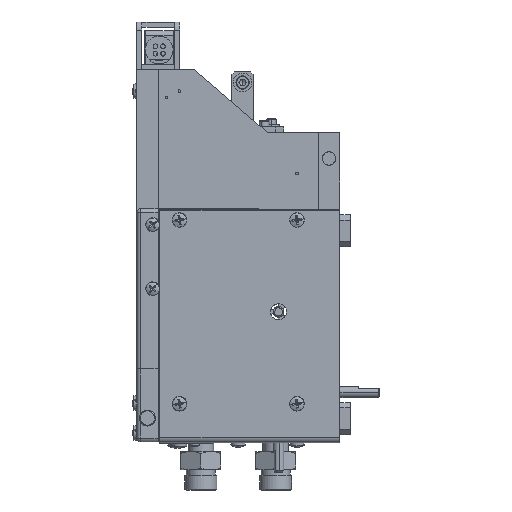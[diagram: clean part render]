
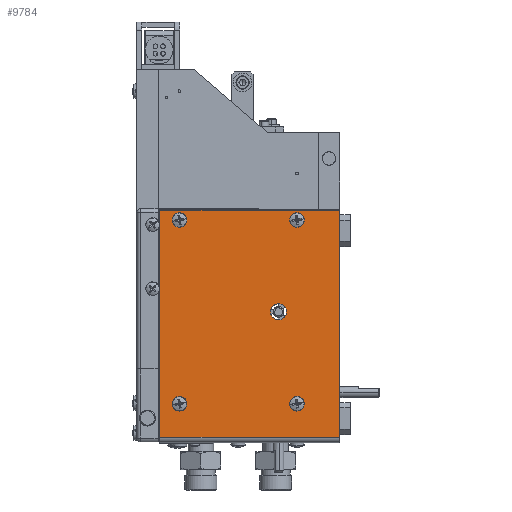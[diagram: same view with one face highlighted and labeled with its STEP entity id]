
A CAD part, left-side view. The second image highlights one B-rep face of the part: STEP entity #9784.
In plain terms, the highlighted planar face has unit normal (-1, 0, 0).
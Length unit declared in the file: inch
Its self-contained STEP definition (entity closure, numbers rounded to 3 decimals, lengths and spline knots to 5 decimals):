
#134 = ORIENTED_EDGE ( 'NONE', *, *, #81471, .T. ) ;
#270 = DIRECTION ( 'NONE',  ( 0., 0., -1. ) ) ;
#1149 = EDGE_CURVE ( 'NONE', #29466, #2385, #97638, .T. ) ;
#2385 = VERTEX_POINT ( 'NONE', #38202 ) ;
#3516 = EDGE_CURVE ( 'NONE', #12108, #48080, #90825, .T. ) ;
#4621 = ORIENTED_EDGE ( 'NONE', *, *, #76875, .T. ) ;
#6954 = CARTESIAN_POINT ( 'NONE',  ( -15.6449, 5.9793, -5.08457 ) ) ;
#7141 = DIRECTION ( 'NONE',  ( 1., 0., 0. ) ) ;
#7730 = CARTESIAN_POINT ( 'NONE',  ( -15.6449, 5.9793, -4.98957 ) ) ;
#8044 = CARTESIAN_POINT ( 'NONE',  ( -15.6449, 6.4113, -2.83957 ) ) ;
#8442 = VERTEX_POINT ( 'NONE', #35302 ) ;
#9513 = EDGE_LOOP ( 'NONE', ( #40320, #92634 ) ) ;
#9670 = AXIS2_PLACEMENT_3D ( 'NONE', #20311, #20392, #20514 ) ;
#9701 = ORIENTED_EDGE ( 'NONE', *, *, #1149, .F. ) ;
#9784 = ADVANCED_FACE ( 'NONE', ( #70377, #69296, #77009, #55992, #78868, #81225 ), #69856, .F. ) ;
#9908 = VERTEX_POINT ( 'NONE', #11553 ) ;
#10745 = VERTEX_POINT ( 'NONE', #25351 ) ;
#11553 = CARTESIAN_POINT ( 'NONE',  ( -15.6449, 5.9793, -4.89457 ) ) ;
#12108 = VERTEX_POINT ( 'NONE', #45762 ) ;
#14616 = CIRCLE ( 'NONE', #16081, 0.095 ) ;
#15559 = CARTESIAN_POINT ( 'NONE',  ( -15.6449, 5.9793, -0.68957 ) ) ;
#15643 = DIRECTION ( 'NONE',  ( 1., 0., 0. ) ) ;
#15761 = DIRECTION ( 'NONE',  ( 0., 0., -1. ) ) ;
#16081 = AXIS2_PLACEMENT_3D ( 'NONE', #61706, #68856, #68043 ) ;
#16615 = CARTESIAN_POINT ( 'NONE',  ( -15.6449, 9.1873, -5.83957 ) ) ;
#17156 = CARTESIAN_POINT ( 'NONE',  ( -15.6449, 8.7293, -0.78457 ) ) ;
#18728 = EDGE_LOOP ( 'NONE', ( #94145, #61410 ) ) ;
#19289 = EDGE_LOOP ( 'NONE', ( #26503, #37983 ) ) ;
#20278 = AXIS2_PLACEMENT_3D ( 'NONE', #8044, #53675, #270 ) ;
#20311 = CARTESIAN_POINT ( 'NONE',  ( -15.6449, 8.7293, -0.68957 ) ) ;
#20392 = DIRECTION ( 'NONE',  ( 1., 0., 0. ) ) ;
#20514 = DIRECTION ( 'NONE',  ( 0., 0., -1. ) ) ;
#25351 = CARTESIAN_POINT ( 'NONE',  ( -15.6449, 6.4113, -3.02707 ) ) ;
#25706 = DIRECTION ( 'NONE',  ( 1., 0., 0. ) ) ;
#25818 = CARTESIAN_POINT ( 'NONE',  ( -15.6449, 6.4113, -2.83957 ) ) ;
#25837 = DIRECTION ( 'NONE',  ( 0., 0., -1. ) ) ;
#26503 = ORIENTED_EDGE ( 'NONE', *, *, #77715, .T. ) ;
#28023 = AXIS2_PLACEMENT_3D ( 'NONE', #25818, #25706, #25837 ) ;
#29080 = CIRCLE ( 'NONE', #69392, 0.095 ) ;
#29466 = VERTEX_POINT ( 'NONE', #86241 ) ;
#29648 = VECTOR ( 'NONE', #73893, 39.37008 ) ;
#29891 = VECTOR ( 'NONE', #36812, 39.37008 ) ;
#32525 = CARTESIAN_POINT ( 'NONE',  ( -15.6449, 9.1873, -0.45957 ) ) ;
#34263 = VECTOR ( 'NONE', #78133, 39.37008 ) ;
#34985 = CIRCLE ( 'NONE', #28023, 0.1875 ) ;
#35302 = CARTESIAN_POINT ( 'NONE',  ( -15.6449, 5.9793, -0.78457 ) ) ;
#35756 = CARTESIAN_POINT ( 'NONE',  ( -15.6449, 5.9793, -0.59457 ) ) ;
#36379 = CARTESIAN_POINT ( 'NONE',  ( -15.6449, 4.9873, -5.83957 ) ) ;
#36812 = DIRECTION ( 'NONE',  ( 0., 0., 1. ) ) ;
#37239 = CARTESIAN_POINT ( 'NONE',  ( -15.6449, 9.1873, -5.77957 ) ) ;
#37469 = DIRECTION ( 'NONE',  ( 0., -1., 0. ) ) ;
#37983 = ORIENTED_EDGE ( 'NONE', *, *, #77458, .T. ) ;
#38202 = CARTESIAN_POINT ( 'NONE',  ( -15.6449, 4.9873, -0.45957 ) ) ;
#40320 = ORIENTED_EDGE ( 'NONE', *, *, #80041, .T. ) ;
#40564 = EDGE_CURVE ( 'NONE', #57928, #10745, #34985, .T. ) ;
#43596 = AXIS2_PLACEMENT_3D ( 'NONE', #59159, #59055, #60557 ) ;
#44908 = EDGE_LOOP ( 'NONE', ( #60039, #65676 ) ) ;
#45762 = CARTESIAN_POINT ( 'NONE',  ( -15.6449, 9.1873, -5.77957 ) ) ;
#48080 = VERTEX_POINT ( 'NONE', #64897 ) ;
#49910 = EDGE_LOOP ( 'NONE', ( #4621, #134 ) ) ;
#49940 = VERTEX_POINT ( 'NONE', #6954 ) ;
#50214 = LINE ( 'NONE', #36379, #29891 ) ;
#51055 = VERTEX_POINT ( 'NONE', #71429 ) ;
#51122 = CIRCLE ( 'NONE', #9670, 0.095 ) ;
#51593 = DIRECTION ( 'NONE',  ( 0., 0., -1. ) ) ;
#52460 = ORIENTED_EDGE ( 'NONE', *, *, #3516, .T. ) ;
#53675 = DIRECTION ( 'NONE',  ( 1., 0., 0. ) ) ;
#53787 = CARTESIAN_POINT ( 'NONE',  ( -15.6449, 8.7293, -0.68957 ) ) ;
#53884 = DIRECTION ( 'NONE',  ( 1., 0., 0. ) ) ;
#53992 = DIRECTION ( 'NONE',  ( 0., 0., -1. ) ) ;
#55992 = FACE_BOUND ( 'NONE', #44908, .T. ) ;
#57512 = EDGE_LOOP ( 'NONE', ( #86549, #9701, #79953, #52460 ) ) ;
#57928 = VERTEX_POINT ( 'NONE', #66201 ) ;
#58589 = CARTESIAN_POINT ( 'NONE',  ( -15.6449, 8.7293, -5.08457 ) ) ;
#59055 = DIRECTION ( 'NONE',  ( 1., 0., 0. ) ) ;
#59159 = CARTESIAN_POINT ( 'NONE',  ( -15.6449, 8.7293, -4.98957 ) ) ;
#60039 = ORIENTED_EDGE ( 'NONE', *, *, #83965, .T. ) ;
#60336 = CIRCLE ( 'NONE', #61760, 0.095 ) ;
#60557 = DIRECTION ( 'NONE',  ( 0., 0., -1. ) ) ;
#61410 = ORIENTED_EDGE ( 'NONE', *, *, #78889, .T. ) ;
#61706 = CARTESIAN_POINT ( 'NONE',  ( -15.6449, 5.9793, -4.98957 ) ) ;
#61760 = AXIS2_PLACEMENT_3D ( 'NONE', #81306, #81423, #81443 ) ;
#61882 = VERTEX_POINT ( 'NONE', #78597 ) ;
#62040 = DIRECTION ( 'NONE',  ( 0., 0., -1. ) ) ;
#62586 = CIRCLE ( 'NONE', #89923, 0.095 ) ;
#62870 = CIRCLE ( 'NONE', #43596, 0.095 ) ;
#64897 = CARTESIAN_POINT ( 'NONE',  ( -15.6449, 4.9873, -5.77957 ) ) ;
#65676 = ORIENTED_EDGE ( 'NONE', *, *, #40564, .T. ) ;
#66201 = CARTESIAN_POINT ( 'NONE',  ( -15.6449, 6.4113, -2.65207 ) ) ;
#68043 = DIRECTION ( 'NONE',  ( 0., 0., -1. ) ) ;
#68856 = DIRECTION ( 'NONE',  ( 1., 0., 0. ) ) ;
#68915 = VERTEX_POINT ( 'NONE', #58589 ) ;
#69296 = FACE_BOUND ( 'NONE', #19289, .T. ) ;
#69392 = AXIS2_PLACEMENT_3D ( 'NONE', #7730, #7141, #51593 ) ;
#69856 = PLANE ( 'NONE',  #81901 ) ;
#70295 = LINE ( 'NONE', #16615, #29648 ) ;
#70377 = FACE_BOUND ( 'NONE', #18728, .T. ) ;
#70686 = CIRCLE ( 'NONE', #20278, 0.1875 ) ;
#70877 = CARTESIAN_POINT ( 'NONE',  ( -15.6449, 9.1873, -5.83957 ) ) ;
#71060 = DIRECTION ( 'NONE',  ( 1., 0., 0. ) ) ;
#71429 = CARTESIAN_POINT ( 'NONE',  ( -15.6449, 8.7293, -4.89457 ) ) ;
#71451 = AXIS2_PLACEMENT_3D ( 'NONE', #15559, #15643, #15761 ) ;
#73893 = DIRECTION ( 'NONE',  ( 0., 0., 1. ) ) ;
#76022 = VERTEX_POINT ( 'NONE', #35756 ) ;
#76030 = EDGE_CURVE ( 'NONE', #48080, #2385, #50214, .T. ) ;
#76875 = EDGE_CURVE ( 'NONE', #68915, #51055, #60336, .T. ) ;
#76891 = CIRCLE ( 'NONE', #71451, 0.095 ) ;
#77009 = FACE_BOUND ( 'NONE', #49910, .T. ) ;
#77458 = EDGE_CURVE ( 'NONE', #76022, #8442, #76891, .T. ) ;
#77657 = CIRCLE ( 'NONE', #88755, 0.095 ) ;
#77715 = EDGE_CURVE ( 'NONE', #8442, #76022, #62586, .T. ) ;
#78133 = DIRECTION ( 'NONE',  ( 0., -1., 0. ) ) ;
#78597 = CARTESIAN_POINT ( 'NONE',  ( -15.6449, 8.7293, -0.59457 ) ) ;
#78868 = FACE_BOUND ( 'NONE', #9513, .T. ) ;
#78889 = EDGE_CURVE ( 'NONE', #61882, #92481, #77657, .T. ) ;
#79613 = EDGE_CURVE ( 'NONE', #92481, #61882, #51122, .T. ) ;
#79953 = ORIENTED_EDGE ( 'NONE', *, *, #93145, .F. ) ;
#80041 = EDGE_CURVE ( 'NONE', #49940, #9908, #14616, .T. ) ;
#81225 = FACE_OUTER_BOUND ( 'NONE', #57512, .T. ) ;
#81306 = CARTESIAN_POINT ( 'NONE',  ( -15.6449, 8.7293, -4.98957 ) ) ;
#81423 = DIRECTION ( 'NONE',  ( 1., 0., 0. ) ) ;
#81443 = DIRECTION ( 'NONE',  ( 0., 0., -1. ) ) ;
#81471 = EDGE_CURVE ( 'NONE', #51055, #68915, #62870, .T. ) ;
#81901 = AXIS2_PLACEMENT_3D ( 'NONE', #70877, #71060, #62040 ) ;
#82638 = EDGE_CURVE ( 'NONE', #9908, #49940, #29080, .T. ) ;
#83965 = EDGE_CURVE ( 'NONE', #10745, #57928, #70686, .T. ) ;
#86241 = CARTESIAN_POINT ( 'NONE',  ( -15.6449, 9.1873, -0.45957 ) ) ;
#86549 = ORIENTED_EDGE ( 'NONE', *, *, #76030, .T. ) ;
#88755 = AXIS2_PLACEMENT_3D ( 'NONE', #53787, #53884, #53992 ) ;
#89923 = AXIS2_PLACEMENT_3D ( 'NONE', #95248, #94175, #93846 ) ;
#90825 = LINE ( 'NONE', #37239, #92598 ) ;
#92481 = VERTEX_POINT ( 'NONE', #17156 ) ;
#92598 = VECTOR ( 'NONE', #37469, 39.37008 ) ;
#92634 = ORIENTED_EDGE ( 'NONE', *, *, #82638, .T. ) ;
#93145 = EDGE_CURVE ( 'NONE', #12108, #29466, #70295, .T. ) ;
#93846 = DIRECTION ( 'NONE',  ( 0., 0., -1. ) ) ;
#94145 = ORIENTED_EDGE ( 'NONE', *, *, #79613, .T. ) ;
#94175 = DIRECTION ( 'NONE',  ( 1., 0., 0. ) ) ;
#95248 = CARTESIAN_POINT ( 'NONE',  ( -15.6449, 5.9793, -0.68957 ) ) ;
#97638 = LINE ( 'NONE', #32525, #34263 ) ;
